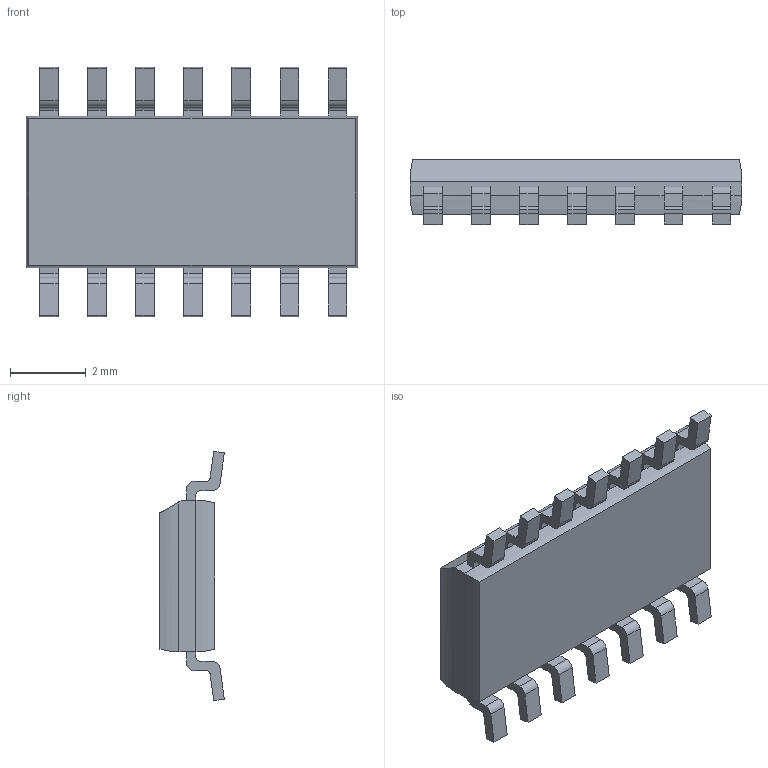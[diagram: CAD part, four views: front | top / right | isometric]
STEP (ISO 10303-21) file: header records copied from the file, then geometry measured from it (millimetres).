
FILE_DESCRIPTION (( 'STEP AP203' ), '1' );
FILE_NAME ('TJA1145A.STEP', '2022-06-05T06:30:13', ( '' ), ( '' ), 'SwSTEP 2.0', 'SolidWorks 2020', '' );
FILE_SCHEMA (( 'CONFIG_CONTROL_DESIGN' ));
Length unit declared in the file: millimetre
Products named in the file (1): TJA1145A
Bounding box: 8.75 x 1.71 x 6.58 mm (x, y, z)
Volume: 52.8 mm3; surface area: 141 mm2
Topology: 1 solids, 1 shells, 349 faces, 970 edges, 640 vertices
Faces by surface type: plane 266, cylinder 71, bspline 12
Entity records: 11724 total; most frequent: CARTESIAN_POINT 2695, ORIENTED_EDGE 1940, DIRECTION 1733, EDGE_CURVE 970, LINE 801, VECTOR 801, VERTEX_POINT 640, AXIS2_PLACEMENT_3D 466
